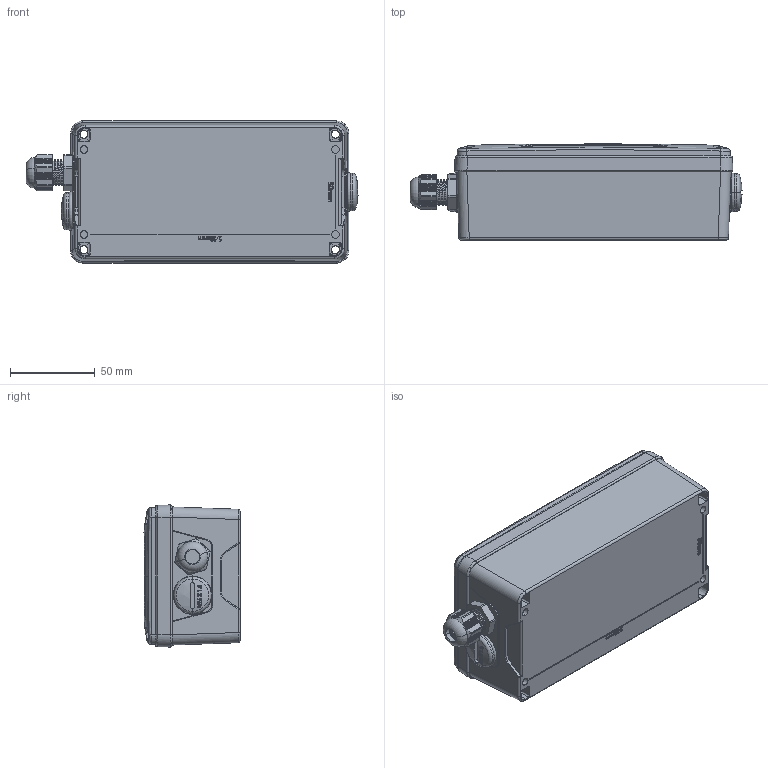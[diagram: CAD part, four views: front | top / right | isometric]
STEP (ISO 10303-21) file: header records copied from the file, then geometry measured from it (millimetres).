
FILE_DESCRIPTION (( 'STEP AP214' ), '1' );
FILE_NAME ('T24 - AR.STEP', '2019-02-04T21:47:35', ( '' ), ( '' ), 'SwSTEP 2.0', 'SolidWorks 2015', '' );
FILE_SCHEMA (( 'AUTOMOTIVE_DESIGN' ));
Length unit declared in the file: millimetre
Products named in the file (1): T24 - AR
Bounding box: 195.36 x 56.49 x 83.68 mm (x, y, z)
Volume: 708291.5 mm3; surface area: 64078 mm2
Topology: 2 solids, 3 shells, 2381 faces, 6630 edges, 4364 vertices
Faces by surface type: plane 1402, bspline 580, cylinder 239, cone 115, torus 25, sphere 20
Entity records: 125622 total; most frequent: CARTESIAN_POINT 42749, ORIENTED_EDGE 13260, DIRECTION 9424, EDGE_CURVE 6630, VERTEX_POINT 4364, VECTOR 4150, LINE 4150, AXIS2_PLACEMENT_3D 2637
